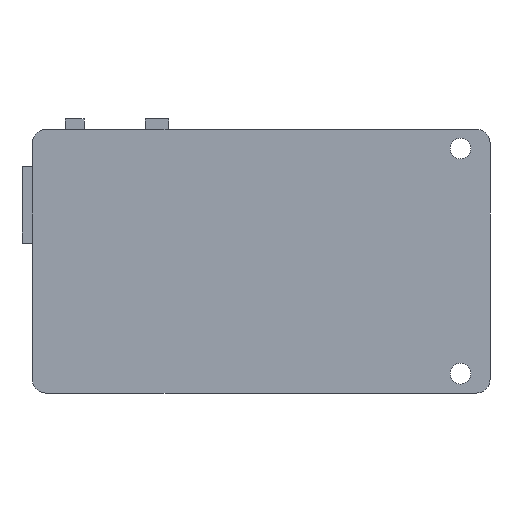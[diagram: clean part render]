
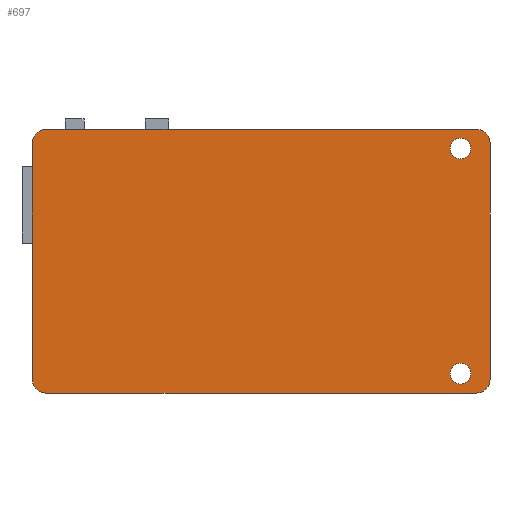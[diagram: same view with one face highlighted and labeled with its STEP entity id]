
A CAD part, front view. The second image highlights one B-rep face of the part: STEP entity #697.
In plain terms, the highlighted planar face has unit normal (0, -1, 0).
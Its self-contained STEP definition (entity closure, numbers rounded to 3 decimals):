
#14=CARTESIAN_POINT('',(-20.825,-0.6,-11.45));
#15=DIRECTION('',(0.,-1.,0.));
#16=DIRECTION('',(-1.,0.,0.));
#17=AXIS2_PLACEMENT_3D('',#14,#15,#16);
#19=DIRECTION('',(0.,0.,1.));
#20=VECTOR('',#19,22.9);
#21=CARTESIAN_POINT('',(-22.125,-0.6,-11.45));
#22=LINE('',#21,#20);
#23=CARTESIAN_POINT('',(-20.825,-0.6,11.45));
#24=DIRECTION('',(0.,-1.,0.));
#25=DIRECTION('',(0.,0.,1.));
#26=AXIS2_PLACEMENT_3D('',#23,#24,#25);
#28=DIRECTION('',(1.,0.,0.));
#29=VECTOR('',#28,41.65);
#30=CARTESIAN_POINT('',(-20.825,-0.6,12.75));
#31=LINE('',#30,#29);
#32=CARTESIAN_POINT('',(20.825,-0.6,11.45));
#33=DIRECTION('',(0.,-1.,0.));
#34=DIRECTION('',(1.,0.,0.));
#35=AXIS2_PLACEMENT_3D('',#32,#33,#34);
#37=DIRECTION('',(0.,0.,-1.));
#38=VECTOR('',#37,22.9);
#39=CARTESIAN_POINT('',(22.125,-0.6,11.45));
#40=LINE('',#39,#38);
#41=CARTESIAN_POINT('',(20.825,-0.6,-11.45));
#42=DIRECTION('',(0.,-1.,0.));
#43=DIRECTION('',(0.,0.,-1.));
#44=AXIS2_PLACEMENT_3D('',#41,#42,#43);
#46=DIRECTION('',(-1.,0.,0.));
#47=VECTOR('',#46,41.65);
#48=CARTESIAN_POINT('',(20.825,-0.6,-12.75));
#49=LINE('',#48,#47);
#50=CARTESIAN_POINT('',(19.265,-0.6,-10.88));
#51=DIRECTION('',(0.,1.,0.));
#52=DIRECTION('',(1.,0.,0.));
#53=AXIS2_PLACEMENT_3D('',#50,#51,#52);
#55=CARTESIAN_POINT('',(19.265,-0.6,-10.88));
#56=DIRECTION('',(0.,1.,0.));
#57=DIRECTION('',(-1.,0.,0.));
#58=AXIS2_PLACEMENT_3D('',#55,#56,#57);
#60=CARTESIAN_POINT('',(19.265,-0.6,10.88));
#61=DIRECTION('',(0.,1.,0.));
#62=DIRECTION('',(1.,0.,0.));
#63=AXIS2_PLACEMENT_3D('',#60,#61,#62);
#65=CARTESIAN_POINT('',(19.265,-0.6,10.88));
#66=DIRECTION('',(0.,1.,0.));
#67=DIRECTION('',(-1.,0.,0.));
#68=AXIS2_PLACEMENT_3D('',#65,#66,#67);
#506=CARTESIAN_POINT('',(-22.125,-0.6,-11.45));
#507=CARTESIAN_POINT('',(-20.825,-0.6,-12.75));
#508=VERTEX_POINT('',#506);
#509=VERTEX_POINT('',#507);
#510=CARTESIAN_POINT('',(-20.825,-0.6,12.75));
#511=CARTESIAN_POINT('',(-22.125,-0.6,11.45));
#512=VERTEX_POINT('',#510);
#513=VERTEX_POINT('',#511);
#518=CARTESIAN_POINT('',(22.125,-0.6,11.45));
#519=CARTESIAN_POINT('',(20.825,-0.6,12.75));
#520=VERTEX_POINT('',#518);
#521=VERTEX_POINT('',#519);
#526=CARTESIAN_POINT('',(20.825,-0.6,-12.75));
#527=CARTESIAN_POINT('',(22.125,-0.6,-11.45));
#528=VERTEX_POINT('',#526);
#529=VERTEX_POINT('',#527);
#534=CARTESIAN_POINT('',(20.265,-0.6,-10.88));
#535=CARTESIAN_POINT('',(18.265,-0.6,-10.88));
#536=VERTEX_POINT('',#534);
#537=VERTEX_POINT('',#535);
#538=CARTESIAN_POINT('',(20.265,-0.6,10.88));
#539=CARTESIAN_POINT('',(18.265,-0.6,10.88));
#540=VERTEX_POINT('',#538);
#541=VERTEX_POINT('',#539);
#662=CARTESIAN_POINT('',(0.,-0.6,0.));
#663=DIRECTION('',(0.,1.,0.));
#664=DIRECTION('',(1.,0.,0.));
#665=AXIS2_PLACEMENT_3D('',#662,#663,#664);
#666=PLANE('',#665);
#668=ORIENTED_EDGE('',*,*,#667,.F.);
#670=ORIENTED_EDGE('',*,*,#669,.T.);
#672=ORIENTED_EDGE('',*,*,#671,.F.);
#674=ORIENTED_EDGE('',*,*,#673,.T.);
#676=ORIENTED_EDGE('',*,*,#675,.F.);
#678=ORIENTED_EDGE('',*,*,#677,.T.);
#680=ORIENTED_EDGE('',*,*,#679,.F.);
#682=ORIENTED_EDGE('',*,*,#681,.T.);
#683=EDGE_LOOP('',(#668,#670,#672,#674,#676,#678,#680,#682));
#684=FACE_OUTER_BOUND('',#683,.F.);
#686=ORIENTED_EDGE('',*,*,#685,.F.);
#688=ORIENTED_EDGE('',*,*,#687,.F.);
#689=EDGE_LOOP('',(#686,#688));
#690=FACE_BOUND('',#689,.F.);
#692=ORIENTED_EDGE('',*,*,#691,.F.);
#694=ORIENTED_EDGE('',*,*,#693,.F.);
#695=EDGE_LOOP('',(#692,#694));
#696=FACE_BOUND('',#695,.F.);
#18=CIRCLE('',#17,1.3);
#27=CIRCLE('',#26,1.3);
#36=CIRCLE('',#35,1.3);
#45=CIRCLE('',#44,1.3);
#54=CIRCLE('',#53,1.);
#59=CIRCLE('',#58,1.);
#64=CIRCLE('',#63,1.);
#69=CIRCLE('',#68,1.);
#667=EDGE_CURVE('',#508,#509,#18,.T.);
#669=EDGE_CURVE('',#508,#513,#22,.T.);
#671=EDGE_CURVE('',#512,#513,#27,.T.);
#673=EDGE_CURVE('',#512,#521,#31,.T.);
#675=EDGE_CURVE('',#520,#521,#36,.T.);
#677=EDGE_CURVE('',#520,#529,#40,.T.);
#679=EDGE_CURVE('',#528,#529,#45,.T.);
#681=EDGE_CURVE('',#528,#509,#49,.T.);
#685=EDGE_CURVE('',#536,#537,#54,.T.);
#687=EDGE_CURVE('',#537,#536,#59,.T.);
#691=EDGE_CURVE('',#540,#541,#64,.T.);
#693=EDGE_CURVE('',#541,#540,#69,.T.);
#697=ADVANCED_FACE('',(#684,#690,#696),#666,.F.);
